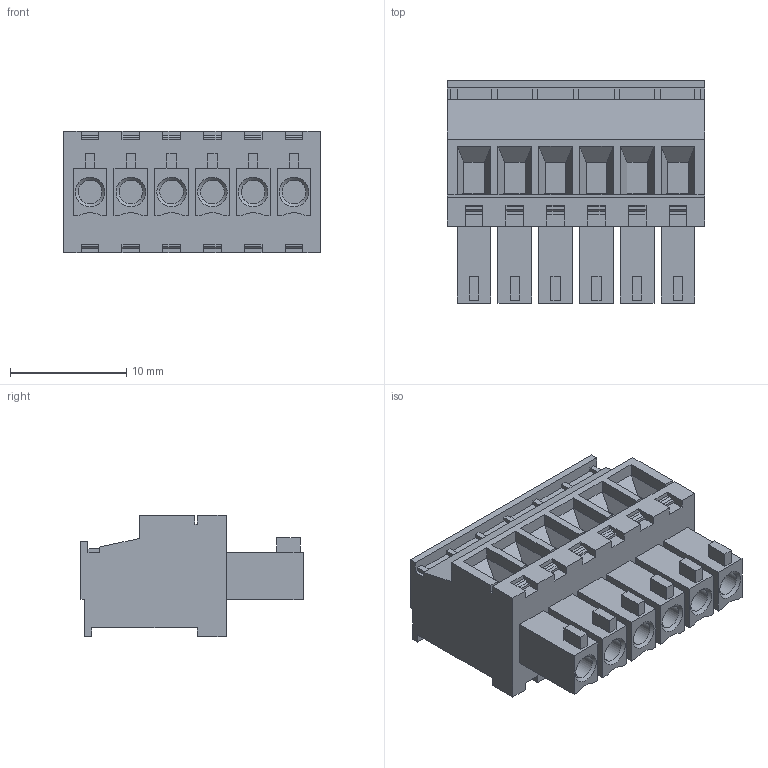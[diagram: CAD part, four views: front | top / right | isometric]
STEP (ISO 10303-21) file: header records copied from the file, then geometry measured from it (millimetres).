
FILE_DESCRIPTION( ( 'STEP AP214' ), '1' );
FILE_NAME( 'psolqas_11652_22.stp', '2020-05-07T22:20:22', ( 'License CC BY-ND 4.0' ), ( 'CADENAS' ), ' ', 'PARTsolutions', ' ' );
FILE_SCHEMA( ( 'AUTOMOTIVE_DESIGN { 1 0 10303 214 1 1 1 1 }' ) );
Length unit declared in the file: metre
Products named in the file (1): 1
Bounding box: 22.1 x 19.1 x 10.41 mm (x, y, z)
Volume: 2549.3 mm3; surface area: 2413 mm2
Topology: 1 solids, 1 shells, 362 faces, 967 edges, 631 vertices
Faces by surface type: plane 332, cylinder 18, cone 12
Full cylindrical faces by diameter (mm): 2.032 x6, 2.794 x6
Entity records: 10959 total; most frequent: CARTESIAN_POINT 2031, ORIENTED_EDGE 1872, DIRECTION 1710, EDGE_CURVE 936, LINE 864, VECTOR 864, VERTEX_POINT 624, AXIS2_PLACEMENT_3D 423
